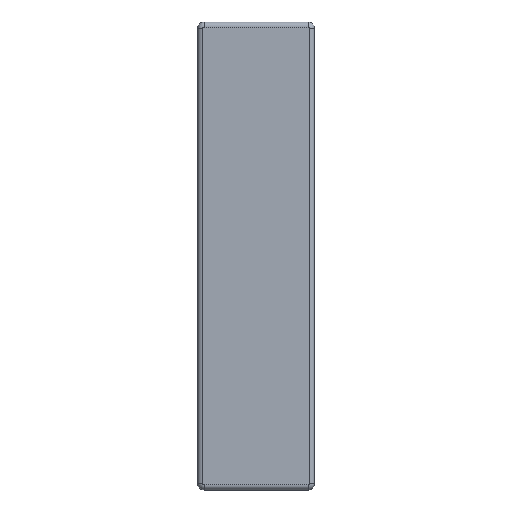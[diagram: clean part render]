
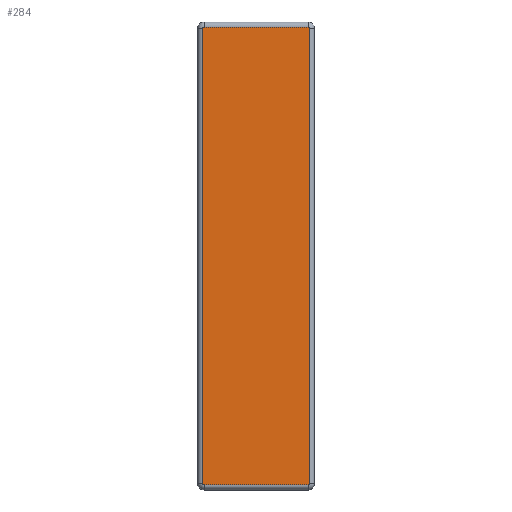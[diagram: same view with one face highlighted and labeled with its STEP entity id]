
A CAD part, front view. The second image highlights one B-rep face of the part: STEP entity #284.
In plain terms, the highlighted planar face has unit normal (0, -1, 0).
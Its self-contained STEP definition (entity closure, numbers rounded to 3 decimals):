
#90 = ORIENTED_EDGE ( 'NONE', *, *, #402, .F. ) ;
#164 = ORIENTED_EDGE ( 'NONE', *, *, #348, .T. ) ;
#274 = EDGE_CURVE ( 'NONE', #280, #281, #862, .T. ) ;
#275 = EDGE_LOOP ( 'NONE', ( #279, #288, #285, #287, #90, #164, #1818, #1844 ) ) ;
#278 = EDGE_CURVE ( 'NONE', #280, #349, #839, .T. ) ;
#279 = ORIENTED_EDGE ( 'NONE', *, *, #274, .F. ) ;
#280 = VERTEX_POINT ( 'NONE', #836 ) ;
#281 = VERTEX_POINT ( 'NONE', #847 ) ;
#284 = ADVANCED_FACE ( 'NONE', ( #835 ), #856, .T. ) ;
#285 = ORIENTED_EDGE ( 'NONE', *, *, #289, .F. ) ;
#286 = VERTEX_POINT ( 'NONE', #833 ) ;
#287 = ORIENTED_EDGE ( 'NONE', *, *, #293, .T. ) ;
#288 = ORIENTED_EDGE ( 'NONE', *, *, #278, .T. ) ;
#289 = EDGE_CURVE ( 'NONE', #286, #349, #899, .T. ) ;
#290 = VERTEX_POINT ( 'NONE', #894 ) ;
#293 = EDGE_CURVE ( 'NONE', #286, #290, #886, .T. ) ;
#341 = EDGE_CURVE ( 'NONE', #347, #281, #929, .T. ) ;
#347 = VERTEX_POINT ( 'NONE', #940 ) ;
#348 = EDGE_CURVE ( 'NONE', #400, #1742, #980, .T. ) ;
#349 = VERTEX_POINT ( 'NONE', #981 ) ;
#400 = VERTEX_POINT ( 'NONE', #1080 ) ;
#402 = EDGE_CURVE ( 'NONE', #400, #290, #1079, .T. ) ;
#833 = CARTESIAN_POINT ( 'NONE',  ( -20.5, 0., 87.5 ) ) ;
#834 = AXIS2_PLACEMENT_3D ( 'NONE', #854, #896, #895 ) ;
#835 = FACE_OUTER_BOUND ( 'NONE', #275, .T. ) ;
#836 = CARTESIAN_POINT ( 'NONE',  ( 20., 0., 88. ) ) ;
#837 = DIRECTION ( 'NONE',  ( -1., 0., 0. ) ) ;
#838 = VECTOR ( 'NONE', #837, 1000. ) ;
#839 = LINE ( 'NONE', #845, #838 ) ;
#840 = AXIS2_PLACEMENT_3D ( 'NONE', #893, #890, #889 ) ;
#841 = DIRECTION ( 'NONE',  ( 0., 0., -1. ) ) ;
#842 = DIRECTION ( 'NONE',  ( 0., 1., 0. ) ) ;
#843 = CARTESIAN_POINT ( 'NONE',  ( 20., 0., 87.5 ) ) ;
#844 = AXIS2_PLACEMENT_3D ( 'NONE', #843, #842, #841 ) ;
#845 = CARTESIAN_POINT ( 'NONE',  ( -22.5, 0., 88. ) ) ;
#847 = CARTESIAN_POINT ( 'NONE',  ( 20.5, 0., 87.5 ) ) ;
#854 = CARTESIAN_POINT ( 'NONE',  ( -22.5, 0., -90. ) ) ;
#856 = PLANE ( 'NONE',  #834 ) ;
#862 = CIRCLE ( 'NONE', #844, 0.5 ) ;
#884 = DIRECTION ( 'NONE',  ( 0., 0., -1. ) ) ;
#885 = VECTOR ( 'NONE', #884, 1000. ) ;
#886 = LINE ( 'NONE', #897, #885 ) ;
#889 = DIRECTION ( 'NONE',  ( 0., 0., -1. ) ) ;
#890 = DIRECTION ( 'NONE',  ( 0., 1., 0. ) ) ;
#893 = CARTESIAN_POINT ( 'NONE',  ( -20., 0., 87.5 ) ) ;
#894 = CARTESIAN_POINT ( 'NONE',  ( -20.5, 0., -87.5 ) ) ;
#895 = DIRECTION ( 'NONE',  ( 0., 0., -1. ) ) ;
#896 = DIRECTION ( 'NONE',  ( 0., -1., 0. ) ) ;
#897 = CARTESIAN_POINT ( 'NONE',  ( -20.5, 0., -90. ) ) ;
#899 = CIRCLE ( 'NONE', #840, 0.5 ) ;
#926 = DIRECTION ( 'NONE',  ( 0., 0., 1. ) ) ;
#927 = VECTOR ( 'NONE', #926, 1000. ) ;
#928 = CARTESIAN_POINT ( 'NONE',  ( 20.5, 0., 90. ) ) ;
#929 = LINE ( 'NONE', #928, #927 ) ;
#930 = CARTESIAN_POINT ( 'NONE',  ( 22.5, 0., -88. ) ) ;
#940 = CARTESIAN_POINT ( 'NONE',  ( 20.5, 0., -87.5 ) ) ;
#978 = DIRECTION ( 'NONE',  ( 1., 0., 0. ) ) ;
#979 = VECTOR ( 'NONE', #978, 1000. ) ;
#980 = LINE ( 'NONE', #930, #979 ) ;
#981 = CARTESIAN_POINT ( 'NONE',  ( -20., 0., 88. ) ) ;
#1026 = CARTESIAN_POINT ( 'NONE',  ( -20., 0., -87.5 ) ) ;
#1068 = DIRECTION ( 'NONE',  ( 0., 0., -1. ) ) ;
#1069 = DIRECTION ( 'NONE',  ( 0., 1., 0. ) ) ;
#1070 = AXIS2_PLACEMENT_3D ( 'NONE', #1026, #1069, #1068 ) ;
#1079 = CIRCLE ( 'NONE', #1070, 0.5 ) ;
#1080 = CARTESIAN_POINT ( 'NONE',  ( -20., 0., -88. ) ) ;
#1340 = CARTESIAN_POINT ( 'NONE',  ( 20., 0., -88. ) ) ;
#1492 = DIRECTION ( 'NONE',  ( 0., 1., 0. ) ) ;
#1497 = CIRCLE ( 'NONE', #1499, 0.5 ) ;
#1499 = AXIS2_PLACEMENT_3D ( 'NONE', #1542, #1492, #1545 ) ;
#1542 = CARTESIAN_POINT ( 'NONE',  ( 20., 0., -87.5 ) ) ;
#1545 = DIRECTION ( 'NONE',  ( 0., 0., -1. ) ) ;
#1742 = VERTEX_POINT ( 'NONE', #1340 ) ;
#1818 = ORIENTED_EDGE ( 'NONE', *, *, #1842, .F. ) ;
#1842 = EDGE_CURVE ( 'NONE', #347, #1742, #1497, .T. ) ;
#1844 = ORIENTED_EDGE ( 'NONE', *, *, #341, .T. ) ;
